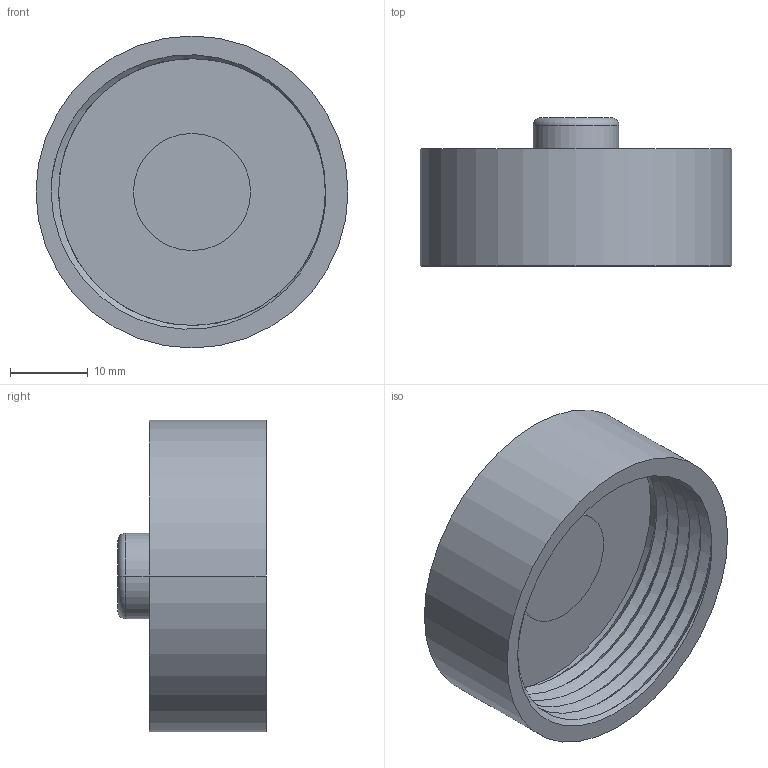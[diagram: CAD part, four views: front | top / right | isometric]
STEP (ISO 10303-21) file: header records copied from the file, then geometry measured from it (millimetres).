
FILE_DESCRIPTION((''),'2;1');
FILE_NAME('B4','2017-08-03T',('Ishan'),(''),'PRO/ENGINEER BY PARAMETRIC TECHNOLOGY CORPORATION, 2015280','PRO/ENGINEER BY PARAMETRIC TECHNOLOGY CORPORATION, 2015280','');
FILE_SCHEMA(('CONFIG_CONTROL_DESIGN'));
Length unit declared in the file: millimetre
Products named in the file (1): B4
Bounding box: 40 x 19 x 40 mm (x, y, z)
Volume: 7846.2 mm3; surface area: 6462.6 mm2
Topology: 1 solids, 1 shells, 21 faces, 49 edges, 33 vertices
Faces by surface type: cylinder 8, plane 7, bspline 4, torus 2
Entity records: 2117 total; most frequent: CARTESIAN_POINT 1623, ORIENTED_EDGE 98, DIRECTION 82, EDGE_CURVE 49, AXIS2_PLACEMENT_3D 35, VERTEX_POINT 33, EDGE_LOOP 24, FACE_OUTER_BOUND 21
